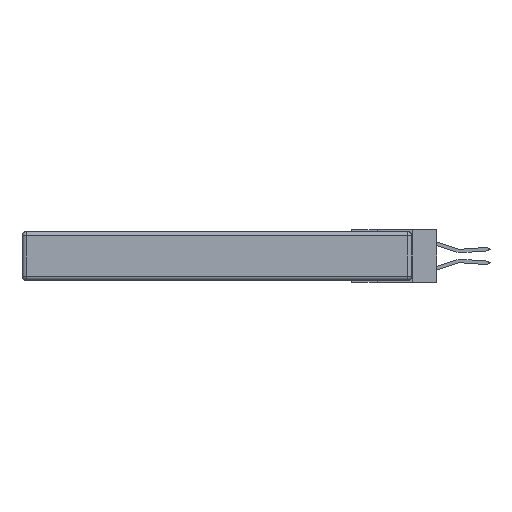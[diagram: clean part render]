
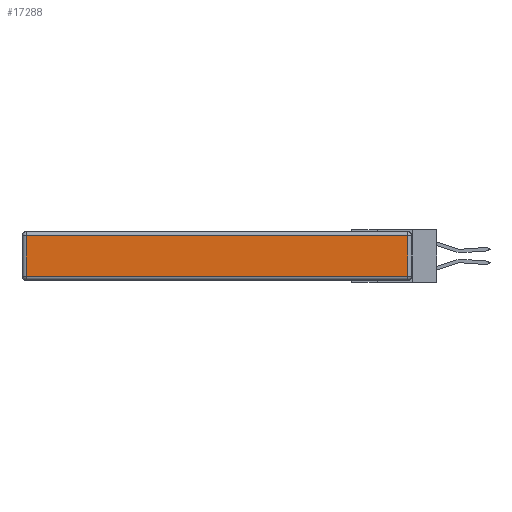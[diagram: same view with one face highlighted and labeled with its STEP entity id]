
A CAD part, left-side view. The second image highlights one B-rep face of the part: STEP entity #17288.
In plain terms, the highlighted planar face has unit normal (-1, 0, 0).
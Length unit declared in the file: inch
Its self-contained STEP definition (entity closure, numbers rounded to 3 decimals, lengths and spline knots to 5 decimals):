
#543 = VERTEX_POINT ( 'NONE', #15970 ) ;
#656 = VECTOR ( 'NONE', #1821, 39.37008 ) ;
#787 = ORIENTED_EDGE ( 'NONE', *, *, #6894, .T. ) ;
#1441 = VECTOR ( 'NONE', #14230, 39.37008 ) ;
#1821 = DIRECTION ( 'NONE',  ( 0., 0., 1. ) ) ;
#2096 = CARTESIAN_POINT ( 'NONE',  ( 0., 0., -0.343 ) ) ;
#3534 = VERTEX_POINT ( 'NONE', #17641 ) ;
#4040 = DIRECTION ( 'NONE',  ( 0., 1., 0. ) ) ;
#4499 = CARTESIAN_POINT ( 'NONE',  ( 0., 0.03, -0.03 ) ) ;
#4776 = EDGE_CURVE ( 'NONE', #6197, #5504, #14519, .T. ) ;
#5489 = EDGE_CURVE ( 'NONE', #3534, #6197, #21782, .T. ) ;
#5504 = VERTEX_POINT ( 'NONE', #21852 ) ;
#6197 = VERTEX_POINT ( 'NONE', #4499 ) ;
#6772 = LINE ( 'NONE', #12398, #1441 ) ;
#6894 = EDGE_CURVE ( 'NONE', #543, #3534, #22051, .T. ) ;
#7273 = ORIENTED_EDGE ( 'NONE', *, *, #5489, .T. ) ;
#7424 = CARTESIAN_POINT ( 'NONE',  ( 0., 0.03, -0.343 ) ) ;
#7433 = EDGE_LOOP ( 'NONE', ( #787, #7273, #7839, #7551 ) ) ;
#7467 = PLANE ( 'NONE',  #13775 ) ;
#7551 = ORIENTED_EDGE ( 'NONE', *, *, #17724, .T. ) ;
#7839 = ORIENTED_EDGE ( 'NONE', *, *, #4776, .T. ) ;
#7897 = CARTESIAN_POINT ( 'NONE',  ( 0., 0., -0.313 ) ) ;
#12398 = CARTESIAN_POINT ( 'NONE',  ( 0., 2.72, -0.343 ) ) ;
#13223 = DIRECTION ( 'NONE',  ( 0., -1., 0. ) ) ;
#13775 = AXIS2_PLACEMENT_3D ( 'NONE', #2096, #16603, #19987 ) ;
#14230 = DIRECTION ( 'NONE',  ( 0., 0., -1. ) ) ;
#14457 = FACE_OUTER_BOUND ( 'NONE', #7433, .T. ) ;
#14519 = LINE ( 'NONE', #14919, #21524 ) ;
#14919 = CARTESIAN_POINT ( 'NONE',  ( 0., 2.75, -0.03 ) ) ;
#15970 = CARTESIAN_POINT ( 'NONE',  ( 0., 2.72, -0.313 ) ) ;
#16603 = DIRECTION ( 'NONE',  ( -1., 0., 0. ) ) ;
#17223 = VECTOR ( 'NONE', #13223, 39.37008 ) ;
#17288 = ADVANCED_FACE ( 'NONE', ( #14457 ), #7467, .T. ) ;
#17641 = CARTESIAN_POINT ( 'NONE',  ( 0., 0.03, -0.313 ) ) ;
#17724 = EDGE_CURVE ( 'NONE', #5504, #543, #6772, .T. ) ;
#19987 = DIRECTION ( 'NONE',  ( 0., 0., 1. ) ) ;
#21524 = VECTOR ( 'NONE', #4040, 39.37008 ) ;
#21782 = LINE ( 'NONE', #7424, #656 ) ;
#21852 = CARTESIAN_POINT ( 'NONE',  ( 0., 2.72, -0.03 ) ) ;
#22051 = LINE ( 'NONE', #7897, #17223 ) ;
